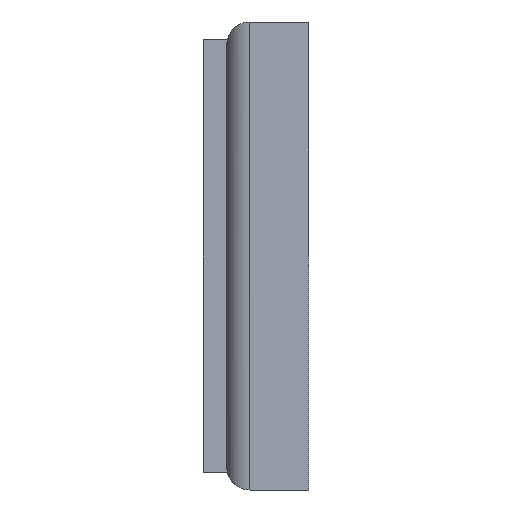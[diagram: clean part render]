
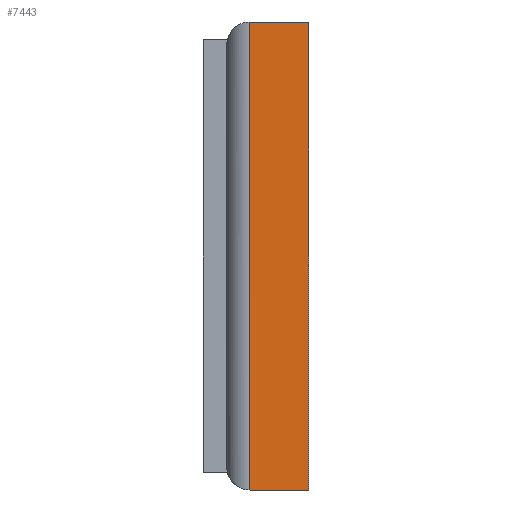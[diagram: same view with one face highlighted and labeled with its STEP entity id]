
A CAD part, left-side view. The second image highlights one B-rep face of the part: STEP entity #7443.
In plain terms, the highlighted planar face has unit normal (-1, 0, 0).
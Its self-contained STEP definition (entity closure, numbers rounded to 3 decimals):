
#15=CIRCLE('',#7766,2.);
#16=CIRCLE('',#7767,2.);
#137=PLANE('',#7765);
#432=FACE_OUTER_BOUND('',#859,.T.);
#859=EDGE_LOOP('',(#5736,#5737,#5738,#5739,#5740,#5741));
#1366=LINE('',#11920,#2016);
#1368=LINE('',#11941,#2018);
#1369=LINE('',#11943,#2019);
#1370=LINE('',#11945,#2020);
#2016=VECTOR('',#8266,2.);
#2018=VECTOR('',#8272,10.);
#2019=VECTOR('',#8273,10.);
#2020=VECTOR('',#8274,10.);
#3211=VERTEX_POINT('',#11904);
#3212=VERTEX_POINT('',#11919);
#3214=VERTEX_POINT('',#11938);
#3215=VERTEX_POINT('',#11940);
#3216=VERTEX_POINT('',#11942);
#3217=VERTEX_POINT('',#11944);
#4123=EDGE_CURVE('',#3211,#3212,#1366,.T.);
#4126=EDGE_CURVE('',#3214,#3211,#15,.T.);
#4127=EDGE_CURVE('',#3214,#3215,#1368,.T.);
#4128=EDGE_CURVE('',#3216,#3215,#1369,.T.);
#4129=EDGE_CURVE('',#3216,#3217,#1370,.T.);
#4130=EDGE_CURVE('',#3212,#3217,#16,.T.);
#5736=ORIENTED_EDGE('',*,*,#4123,.F.);
#5737=ORIENTED_EDGE('',*,*,#4126,.F.);
#5738=ORIENTED_EDGE('',*,*,#4127,.T.);
#5739=ORIENTED_EDGE('',*,*,#4128,.F.);
#5740=ORIENTED_EDGE('',*,*,#4129,.T.);
#5741=ORIENTED_EDGE('',*,*,#4130,.F.);
#7443=ADVANCED_FACE('',(#432),#137,.T.);
#7765=AXIS2_PLACEMENT_3D('',#11937,#8268,#8269);
#7766=AXIS2_PLACEMENT_3D('',#11939,#8270,#8271);
#7767=AXIS2_PLACEMENT_3D('',#11946,#8275,#8276);
#8266=DIRECTION('',(0.,0.,1.));
#8268=DIRECTION('center_axis',(-1.,0.,0.));
#8269=DIRECTION('ref_axis',(0.,0.,1.));
#8270=DIRECTION('center_axis',(1.,0.,0.));
#8271=DIRECTION('ref_axis',(0.,0.707,-0.707));
#8272=DIRECTION('',(0.,-1.,0.));
#8273=DIRECTION('',(0.,0.,-1.));
#8274=DIRECTION('',(0.,1.,0.));
#8275=DIRECTION('center_axis',(1.,0.,0.));
#8276=DIRECTION('ref_axis',(0.,0.707,0.707));
#11904=CARTESIAN_POINT('',(-43.07,-1.436,7.127));
#11919=CARTESIAN_POINT('',(-43.07,-1.436,47.125));
#11920=CARTESIAN_POINT('',(-43.07,-1.436,17.876));
#11937=CARTESIAN_POINT('Origin',(-43.07,0.,7.126));
#11938=CARTESIAN_POINT('',(-43.07,-1.5,7.126));
#11939=CARTESIAN_POINT('Origin',(-43.07,-1.5,9.126));
#11940=CARTESIAN_POINT('',(-43.07,-6.5,7.126));
#11941=CARTESIAN_POINT('',(-43.07,0.,7.126));
#11942=CARTESIAN_POINT('',(-43.07,-6.5,47.126));
#11943=CARTESIAN_POINT('',(-43.07,-6.5,7.126));
#11944=CARTESIAN_POINT('',(-43.07,-1.5,47.126));
#11945=CARTESIAN_POINT('',(-43.07,0.,47.126));
#11946=CARTESIAN_POINT('Origin',(-43.07,-1.5,45.126));
